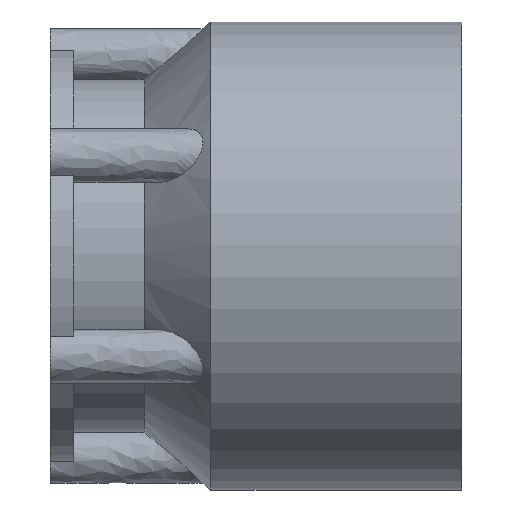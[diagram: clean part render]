
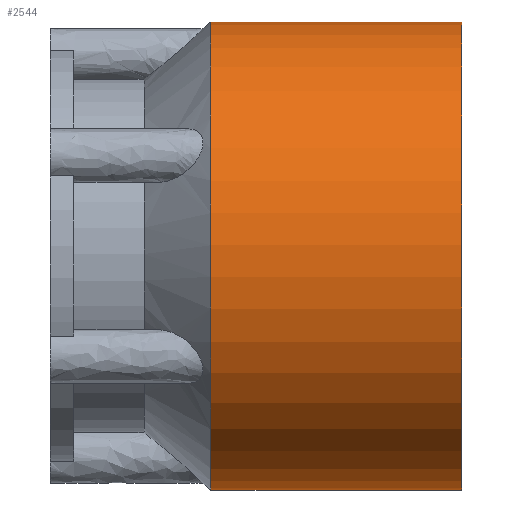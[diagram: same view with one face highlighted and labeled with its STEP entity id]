
A CAD part, left-side view. The second image highlights one B-rep face of the part: STEP entity #2544.
In plain terms, the highlighted free-form (B-spline) face has degree [2, 1] with [5, 2] control points.
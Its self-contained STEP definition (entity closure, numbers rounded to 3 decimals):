
#2219 = VERTEX_POINT('',#2220);
#2220 = CARTESIAN_POINT('',(0.,37.233,
    74.466));
#2393 = VERTEX_POINT('',#2394);
#2394 = CARTESIAN_POINT('',(0.,37.233,-74.466));
#2399 = EDGE_CURVE('',#2219,#2393,#2400,.T.);
#2400 = ( BOUNDED_CURVE() B_SPLINE_CURVE(2,(#2401,#2402,#2403,#2404,
#2405),.UNSPECIFIED.,.F.,.F.) B_SPLINE_CURVE_WITH_KNOTS((3,2,3),(
    3.142,4.712,6.283),
.PIECEWISE_BEZIER_KNOTS.) CURVE() GEOMETRIC_REPRESENTATION_ITEM() 
RATIONAL_B_SPLINE_CURVE((1.,0.707,1.,0.707,1.)) 
REPRESENTATION_ITEM('') );
#2401 = CARTESIAN_POINT('',(0.,37.233,
    74.466));
#2402 = CARTESIAN_POINT('',(-74.466,37.233,
    74.466));
#2403 = CARTESIAN_POINT('',(-74.466,37.233,
    0.));
#2404 = CARTESIAN_POINT('',(-74.466,37.233,
    -74.466));
#2405 = CARTESIAN_POINT('',(0.,37.233,
    -74.466));
#2422 = EDGE_CURVE('',#2219,#2423,#2425,.T.);
#2423 = VERTEX_POINT('',#2424);
#2424 = CARTESIAN_POINT('',(0.,-42.552,
    74.466));
#2425 = B_SPLINE_CURVE_WITH_KNOTS('',1,(#2426,#2427),.UNSPECIFIED.,.F.,
  .F.,(2,2),(-31.,44.),.PIECEWISE_BEZIER_KNOTS.);
#2426 = CARTESIAN_POINT('',(0.,37.233,
    74.466));
#2427 = CARTESIAN_POINT('',(0.,-42.552,
    74.466));
#2544 = ADVANCED_FACE('',(#2545),#2564,.T.);
#2545 = FACE_BOUND('',#2546,.T.);
#2546 = EDGE_LOOP('',(#2547,#2548,#2549,#2556));
#2547 = ORIENTED_EDGE('',*,*,#2422,.F.);
#2548 = ORIENTED_EDGE('',*,*,#2399,.T.);
#2549 = ORIENTED_EDGE('',*,*,#2550,.T.);
#2550 = EDGE_CURVE('',#2393,#2551,#2553,.T.);
#2551 = VERTEX_POINT('',#2552);
#2552 = CARTESIAN_POINT('',(0.,-42.552,-74.466));
#2553 = B_SPLINE_CURVE_WITH_KNOTS('',1,(#2554,#2555),.UNSPECIFIED.,.F.,
  .F.,(2,2),(-31.,44.),.PIECEWISE_BEZIER_KNOTS.);
#2554 = CARTESIAN_POINT('',(0.,37.233,-74.466));
#2555 = CARTESIAN_POINT('',(0.,-42.552,-74.466));
#2556 = ORIENTED_EDGE('',*,*,#2557,.F.);
#2557 = EDGE_CURVE('',#2423,#2551,#2558,.T.);
#2558 = ( BOUNDED_CURVE() B_SPLINE_CURVE(2,(#2559,#2560,#2561,#2562,
#2563),.UNSPECIFIED.,.F.,.F.) B_SPLINE_CURVE_WITH_KNOTS((3,2,3),(
    3.142,4.712,6.283),
.PIECEWISE_BEZIER_KNOTS.) CURVE() GEOMETRIC_REPRESENTATION_ITEM() 
RATIONAL_B_SPLINE_CURVE((1.,0.707,1.,0.707,1.)) 
REPRESENTATION_ITEM('') );
#2559 = CARTESIAN_POINT('',(0.,-42.552,
    74.466));
#2560 = CARTESIAN_POINT('',(-74.466,-42.552,
    74.466));
#2561 = CARTESIAN_POINT('',(-74.466,-42.552,
    0.));
#2562 = CARTESIAN_POINT('',(-74.466,-42.552,
    -74.466));
#2563 = CARTESIAN_POINT('',(0.,-42.552,
    -74.466));
#2564 = ( BOUNDED_SURFACE() B_SPLINE_SURFACE(2,1,(
    (#2565,#2566)
    ,(#2567,#2568)
    ,(#2569,#2570)
    ,(#2571,#2572)
    ,(#2573,#2574
)),.UNSPECIFIED.,.F.,.F.,.F.) B_SPLINE_SURFACE_WITH_KNOTS((3,2,3),(2,2),
  (3.142,4.712,6.283),(-31.,44.),
.PIECEWISE_BEZIER_KNOTS.) GEOMETRIC_REPRESENTATION_ITEM() 
RATIONAL_B_SPLINE_SURFACE((
    (1.,1.)
    ,(0.707,0.707)
    ,(1.,1.)
    ,(0.707,0.707)
,(1.,1.))) REPRESENTATION_ITEM('') SURFACE() );
#2565 = CARTESIAN_POINT('',(0.,37.233,
    74.466));
#2566 = CARTESIAN_POINT('',(0.,-42.552,
    74.466));
#2567 = CARTESIAN_POINT('',(-74.466,37.233,
    74.466));
#2568 = CARTESIAN_POINT('',(-74.466,-42.552,
    74.466));
#2569 = CARTESIAN_POINT('',(-74.466,37.233,
    0.));
#2570 = CARTESIAN_POINT('',(-74.466,-42.552,
    0.));
#2571 = CARTESIAN_POINT('',(-74.466,37.233,
    -74.466));
#2572 = CARTESIAN_POINT('',(-74.466,-42.552,
    -74.466));
#2573 = CARTESIAN_POINT('',(0.,37.233,
    -74.466));
#2574 = CARTESIAN_POINT('',(0.,-42.552,
    -74.466));
